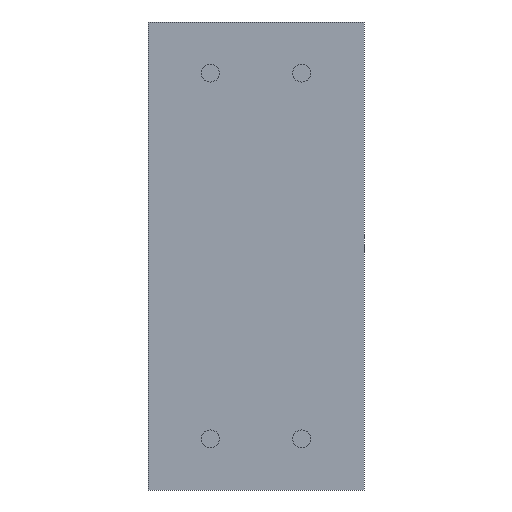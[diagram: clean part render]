
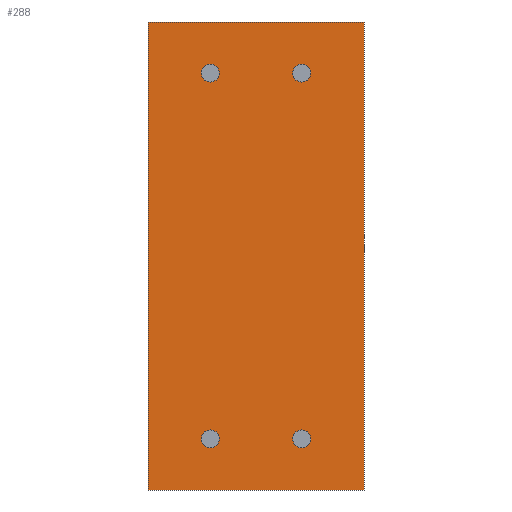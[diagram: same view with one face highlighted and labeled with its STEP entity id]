
A CAD part, front view. The second image highlights one B-rep face of the part: STEP entity #288.
In plain terms, the highlighted planar face has unit normal (0, -1, 0).
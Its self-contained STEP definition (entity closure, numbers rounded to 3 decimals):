
#15=FACE_BOUND('',#67,.T.);
#16=FACE_BOUND('',#68,.T.);
#17=FACE_BOUND('',#69,.T.);
#18=FACE_BOUND('',#70,.T.);
#30=PLANE('',#337);
#48=FACE_OUTER_BOUND('',#66,.T.);
#66=EDGE_LOOP('',(#245,#246,#247,#248));
#67=EDGE_LOOP('',(#249));
#68=EDGE_LOOP('',(#250));
#69=EDGE_LOOP('',(#251));
#70=EDGE_LOOP('',(#252));
#78=LINE('',#456,#106);
#98=LINE('',#495,#126);
#99=LINE('',#497,#127);
#100=LINE('',#498,#128);
#106=VECTOR('',#381,10.);
#126=VECTOR('',#413,10.);
#127=VECTOR('',#416,10.);
#128=VECTOR('',#417,10.);
#130=CIRCLE('',#316,0.25);
#132=CIRCLE('',#320,0.25);
#134=CIRCLE('',#324,0.25);
#136=CIRCLE('',#328,0.25);
#138=VERTEX_POINT('',#426);
#140=VERTEX_POINT('',#433);
#142=VERTEX_POINT('',#440);
#144=VERTEX_POINT('',#447);
#146=VERTEX_POINT('',#453);
#147=VERTEX_POINT('',#455);
#159=VERTEX_POINT('',#491);
#160=VERTEX_POINT('',#493);
#163=EDGE_CURVE('',#138,#138,#130,.T.);
#166=EDGE_CURVE('',#140,#140,#132,.T.);
#169=EDGE_CURVE('',#142,#142,#134,.T.);
#172=EDGE_CURVE('',#144,#144,#136,.T.);
#174=EDGE_CURVE('',#146,#147,#78,.T.);
#194=EDGE_CURVE('',#159,#160,#98,.T.);
#195=EDGE_CURVE('',#146,#159,#99,.T.);
#196=EDGE_CURVE('',#147,#160,#100,.T.);
#245=ORIENTED_EDGE('',*,*,#195,.T.);
#246=ORIENTED_EDGE('',*,*,#194,.T.);
#247=ORIENTED_EDGE('',*,*,#196,.F.);
#248=ORIENTED_EDGE('',*,*,#174,.F.);
#249=ORIENTED_EDGE('',*,*,#163,.T.);
#250=ORIENTED_EDGE('',*,*,#166,.T.);
#251=ORIENTED_EDGE('',*,*,#169,.T.);
#252=ORIENTED_EDGE('',*,*,#172,.T.);
#288=ADVANCED_FACE('',(#48,#15,#16,#17,#18),#30,.T.);
#316=AXIS2_PLACEMENT_3D('',#428,#347,#348);
#320=AXIS2_PLACEMENT_3D('',#435,#356,#357);
#324=AXIS2_PLACEMENT_3D('',#442,#365,#366);
#328=AXIS2_PLACEMENT_3D('',#449,#374,#375);
#337=AXIS2_PLACEMENT_3D('',#496,#414,#415);
#347=DIRECTION('center_axis',(0.,1.,0.));
#348=DIRECTION('ref_axis',(1.,0.,0.));
#356=DIRECTION('center_axis',(0.,1.,0.));
#357=DIRECTION('ref_axis',(1.,0.,0.));
#365=DIRECTION('center_axis',(0.,1.,0.));
#366=DIRECTION('ref_axis',(1.,0.,0.));
#374=DIRECTION('center_axis',(0.,1.,0.));
#375=DIRECTION('ref_axis',(1.,0.,0.));
#381=DIRECTION('',(1.,0.,0.));
#413=DIRECTION('',(1.,0.,0.));
#414=DIRECTION('center_axis',(0.,-1.,0.));
#415=DIRECTION('ref_axis',(0.,0.,-1.));
#416=DIRECTION('',(0.,0.,-1.));
#417=DIRECTION('',(0.,0.,-1.));
#426=CARTESIAN_POINT('',(4.02,-5.,-5.08));
#428=CARTESIAN_POINT('Origin',(4.27,-5.,-5.08));
#433=CARTESIAN_POINT('',(1.48,-5.,5.08));
#435=CARTESIAN_POINT('Origin',(1.73,-5.,5.08));
#440=CARTESIAN_POINT('',(1.48,-5.,-5.08));
#442=CARTESIAN_POINT('Origin',(1.73,-5.,-5.08));
#447=CARTESIAN_POINT('',(4.02,-5.,5.08));
#449=CARTESIAN_POINT('Origin',(4.27,-5.,5.08));
#453=CARTESIAN_POINT('',(0.,-5.,6.5));
#455=CARTESIAN_POINT('',(6.,-5.,6.5));
#456=CARTESIAN_POINT('',(0.,-5.,6.5));
#491=CARTESIAN_POINT('',(0.,-5.,-6.5));
#493=CARTESIAN_POINT('',(6.,-5.,-6.5));
#495=CARTESIAN_POINT('',(0.,-5.,-6.5));
#496=CARTESIAN_POINT('Origin',(0.,-5.,6.5));
#497=CARTESIAN_POINT('',(0.,-5.,6.5));
#498=CARTESIAN_POINT('',(6.,-5.,6.5));
